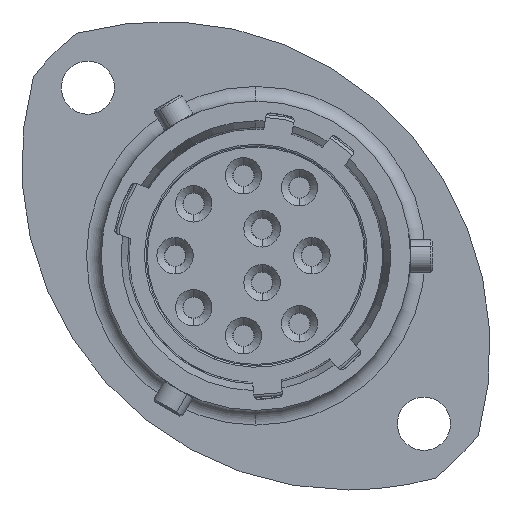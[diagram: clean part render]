
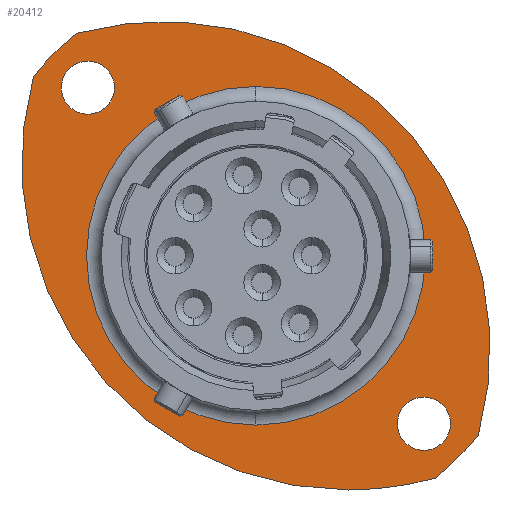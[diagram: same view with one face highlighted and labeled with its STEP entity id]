
A CAD part, left-side view. The second image highlights one B-rep face of the part: STEP entity #20412.
In plain terms, the highlighted planar face has unit normal (-1, 0, 0).
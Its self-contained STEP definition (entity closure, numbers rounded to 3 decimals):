
#167 = CIRCLE ( 'NONE', #17050, 20. ) ;
#305 = DIRECTION ( 'NONE',  ( 0., 0., -1. ) ) ;
#435 = DIRECTION ( 'NONE',  ( 0., 0., 1. ) ) ;
#492 = CIRCLE ( 'NONE', #20610, 10.37 ) ;
#635 = VERTEX_POINT ( 'NONE', #9705 ) ;
#1488 = DIRECTION ( 'NONE',  ( 0., 0., -1. ) ) ;
#1799 = DIRECTION ( 'NONE',  ( 0., 0., -1. ) ) ;
#1808 = VERTEX_POINT ( 'NONE', #16790 ) ;
#1967 = EDGE_CURVE ( 'NONE', #18105, #635, #12927, .T. ) ;
#2352 = PLANE ( 'NONE',  #16118 ) ;
#2689 = CARTESIAN_POINT ( 'NONE',  ( 11.424, 13.232, 12.318 ) ) ;
#2713 = AXIS2_PLACEMENT_3D ( 'NONE', #17661, #14444, #3898 ) ;
#3316 = CIRCLE ( 'NONE', #10158, 20. ) ;
#3592 = DIRECTION ( 'NONE',  ( -1., 0., 0. ) ) ;
#3645 = CARTESIAN_POINT ( 'NONE',  ( 11.424, -7.344, -8.259 ) ) ;
#3775 = DIRECTION ( 'NONE',  ( 0., 0., -1. ) ) ;
#3898 = DIRECTION ( 'NONE',  ( 0., 0., 1. ) ) ;
#3925 = DIRECTION ( 'NONE',  ( -1., 0., 0. ) ) ;
#4210 = DIRECTION ( 'NONE',  ( 1., 0., 0. ) ) ;
#4318 = FACE_BOUND ( 'NONE', #14981, .T. ) ;
#4433 = DIRECTION ( 'NONE',  ( -1., 0., 0. ) ) ;
#4722 = CIRCLE ( 'NONE', #17877, 20. ) ;
#4733 = CIRCLE ( 'NONE', #21538, 1.625 ) ;
#5047 = CARTESIAN_POINT ( 'NONE',  ( 11.424, -2.713, -13.939 ) ) ;
#5118 = DIRECTION ( 'NONE',  ( 1., 0., 0. ) ) ;
#5231 = EDGE_LOOP ( 'NONE', ( #17909, #15963 ) ) ;
#5265 = DIRECTION ( 'NONE',  ( 0., 0., -1. ) ) ;
#5317 = DIRECTION ( 'NONE',  ( -1., 0., 0. ) ) ;
#5689 = VERTEX_POINT ( 'NONE', #18571 ) ;
#5920 = DIRECTION ( 'NONE',  ( 0., 0., -1. ) ) ;
#5994 = EDGE_CURVE ( 'NONE', #9957, #1808, #9879, .T. ) ;
#6491 = CARTESIAN_POINT ( 'NONE',  ( 11.424, -7.344, -9.884 ) ) ;
#6616 = AXIS2_PLACEMENT_3D ( 'NONE', #6491, #8231, #20282 ) ;
#6882 = VERTEX_POINT ( 'NONE', #5047 ) ;
#7380 = CARTESIAN_POINT ( 'NONE',  ( 11.424, -2.713, 6.061 ) ) ;
#7647 = EDGE_LOOP ( 'NONE', ( #11188, #9843, #20055, #21182, #7933 ) ) ;
#7688 = VERTEX_POINT ( 'NONE', #21598 ) ;
#7889 = VERTEX_POINT ( 'NONE', #21891 ) ;
#7933 = ORIENTED_EDGE ( 'NONE', *, *, #5994, .T. ) ;
#8231 = DIRECTION ( 'NONE',  ( -1., 0., 0. ) ) ;
#8907 = AXIS2_PLACEMENT_3D ( 'NONE', #17484, #19150, #15853 ) ;
#9118 = EDGE_CURVE ( 'NONE', #12610, #7688, #16307, .T. ) ;
#9362 = VERTEX_POINT ( 'NONE', #2689 ) ;
#9442 = FACE_OUTER_BOUND ( 'NONE', #7647, .T. ) ;
#9584 = CIRCLE ( 'NONE', #6616, 1.625 ) ;
#9705 = CARTESIAN_POINT ( 'NONE',  ( 11.424, 2.944, -9.966 ) ) ;
#9843 = ORIENTED_EDGE ( 'NONE', *, *, #13645, .T. ) ;
#9879 = CIRCLE ( 'NONE', #21142, 17.5 ) ;
#9957 = VERTEX_POINT ( 'NONE', #16734 ) ;
#10158 = AXIS2_PLACEMENT_3D ( 'NONE', #21540, #4433, #17930 ) ;
#10423 = CARTESIAN_POINT ( 'NONE',  ( 11.424, 2.944, 0.404 ) ) ;
#11027 = CIRCLE ( 'NONE', #8907, 1.625 ) ;
#11188 = ORIENTED_EDGE ( 'NONE', *, *, #14150, .T. ) ;
#11802 = DIRECTION ( 'NONE',  ( -1., 0., 0. ) ) ;
#12496 = CARTESIAN_POINT ( 'NONE',  ( 11.424, -8.045, -13.215 ) ) ;
#12610 = VERTEX_POINT ( 'NONE', #12496 ) ;
#12721 = FACE_BOUND ( 'NONE', #21749, .T. ) ;
#12927 = CIRCLE ( 'NONE', #15608, 10.37 ) ;
#13530 = CARTESIAN_POINT ( 'NONE',  ( 11.424, 2.944, 10.774 ) ) ;
#13645 = EDGE_CURVE ( 'NONE', #6882, #12610, #167, .T. ) ;
#13673 = AXIS2_PLACEMENT_3D ( 'NONE', #20593, #5317, #1799 ) ;
#14150 = EDGE_CURVE ( 'NONE', #1808, #6882, #3316, .T. ) ;
#14444 = DIRECTION ( 'NONE',  ( -1., 0., 0. ) ) ;
#14544 = CARTESIAN_POINT ( 'NONE',  ( 11.424, 12.414, 0.404 ) ) ;
#14981 = EDGE_LOOP ( 'NONE', ( #21071, #21252 ) ) ;
#15388 = CARTESIAN_POINT ( 'NONE',  ( 11.424, 8.601, -5.253 ) ) ;
#15608 = AXIS2_PLACEMENT_3D ( 'NONE', #20693, #5118, #5265 ) ;
#15759 = DIRECTION ( 'NONE',  ( 1., 0., 0. ) ) ;
#15853 = DIRECTION ( 'NONE',  ( 0., 0., -1. ) ) ;
#15963 = ORIENTED_EDGE ( 'NONE', *, *, #20687, .F. ) ;
#15967 = CARTESIAN_POINT ( 'NONE',  ( 11.424, -7.344, -9.884 ) ) ;
#16118 = AXIS2_PLACEMENT_3D ( 'NONE', #14544, #4210, #5920 ) ;
#16307 = CIRCLE ( 'NONE', #2713, 17.5 ) ;
#16436 = CIRCLE ( 'NONE', #13673, 1.625 ) ;
#16734 = CARTESIAN_POINT ( 'NONE',  ( 11.424, 13.934, 14.023 ) ) ;
#16790 = CARTESIAN_POINT ( 'NONE',  ( 11.424, 16.563, 11.394 ) ) ;
#17006 = FACE_BOUND ( 'NONE', #5231, .T. ) ;
#17050 = AXIS2_PLACEMENT_3D ( 'NONE', #7380, #3925, #19431 ) ;
#17257 = VERTEX_POINT ( 'NONE', #3645 ) ;
#17472 = CARTESIAN_POINT ( 'NONE',  ( 11.424, 2.944, 0.404 ) ) ;
#17484 = CARTESIAN_POINT ( 'NONE',  ( 11.424, 13.232, 10.693 ) ) ;
#17661 = CARTESIAN_POINT ( 'NONE',  ( 11.424, 2.944, 0.404 ) ) ;
#17877 = AXIS2_PLACEMENT_3D ( 'NONE', #15388, #11802, #1488 ) ;
#17909 = ORIENTED_EDGE ( 'NONE', *, *, #21287, .F. ) ;
#17930 = DIRECTION ( 'NONE',  ( 0., 0., -1. ) ) ;
#18046 = ORIENTED_EDGE ( 'NONE', *, *, #19253, .F. ) ;
#18105 = VERTEX_POINT ( 'NONE', #13530 ) ;
#18571 = CARTESIAN_POINT ( 'NONE',  ( 11.424, 13.232, 9.068 ) ) ;
#18741 = ORIENTED_EDGE ( 'NONE', *, *, #22018, .F. ) ;
#19150 = DIRECTION ( 'NONE',  ( -1., 0., 0. ) ) ;
#19253 = EDGE_CURVE ( 'NONE', #7889, #17257, #4733, .T. ) ;
#19422 = DIRECTION ( 'NONE',  ( -1., 0., 0. ) ) ;
#19431 = DIRECTION ( 'NONE',  ( 0., 0., -1. ) ) ;
#20055 = ORIENTED_EDGE ( 'NONE', *, *, #9118, .T. ) ;
#20282 = DIRECTION ( 'NONE',  ( 0., 0., -1. ) ) ;
#20412 = ADVANCED_FACE ( 'NONE', ( #4318, #17006, #12721, #9442 ), #2352, .F. ) ;
#20593 = CARTESIAN_POINT ( 'NONE',  ( 11.424, 13.232, 10.693 ) ) ;
#20610 = AXIS2_PLACEMENT_3D ( 'NONE', #17472, #15759, #3775 ) ;
#20687 = EDGE_CURVE ( 'NONE', #9362, #5689, #16436, .T. ) ;
#20693 = CARTESIAN_POINT ( 'NONE',  ( 11.424, 2.944, 0.404 ) ) ;
#21071 = ORIENTED_EDGE ( 'NONE', *, *, #21715, .T. ) ;
#21142 = AXIS2_PLACEMENT_3D ( 'NONE', #10423, #3592, #435 ) ;
#21182 = ORIENTED_EDGE ( 'NONE', *, *, #22074, .T. ) ;
#21252 = ORIENTED_EDGE ( 'NONE', *, *, #1967, .T. ) ;
#21287 = EDGE_CURVE ( 'NONE', #5689, #9362, #11027, .T. ) ;
#21538 = AXIS2_PLACEMENT_3D ( 'NONE', #15967, #19422, #305 ) ;
#21540 = CARTESIAN_POINT ( 'NONE',  ( 11.424, -2.713, 6.061 ) ) ;
#21598 = CARTESIAN_POINT ( 'NONE',  ( 11.424, -10.675, -10.585 ) ) ;
#21715 = EDGE_CURVE ( 'NONE', #635, #18105, #492, .T. ) ;
#21749 = EDGE_LOOP ( 'NONE', ( #18046, #18741 ) ) ;
#21891 = CARTESIAN_POINT ( 'NONE',  ( 11.424, -7.344, -11.509 ) ) ;
#22018 = EDGE_CURVE ( 'NONE', #17257, #7889, #9584, .T. ) ;
#22074 = EDGE_CURVE ( 'NONE', #7688, #9957, #4722, .T. ) ;
